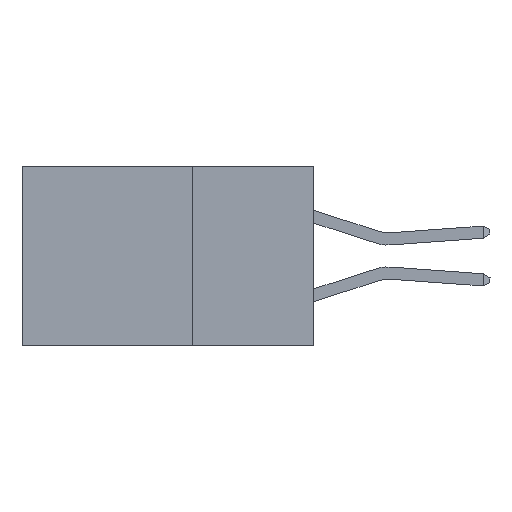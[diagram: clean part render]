
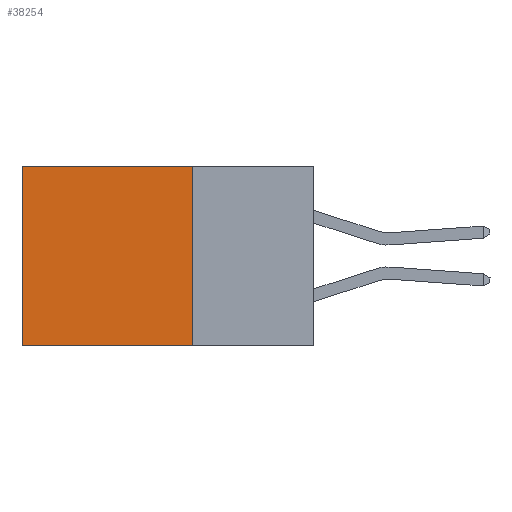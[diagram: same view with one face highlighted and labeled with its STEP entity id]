
A CAD part, left-side view. The second image highlights one B-rep face of the part: STEP entity #38254.
In plain terms, the highlighted planar face has unit normal (-1, 0, 0).
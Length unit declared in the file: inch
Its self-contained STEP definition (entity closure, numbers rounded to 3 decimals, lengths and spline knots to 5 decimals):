
#409 = CARTESIAN_POINT ( 'NONE',  ( 0.2875, 0.6, 0. ) ) ;
#861 = VECTOR ( 'NONE', #23634, 39.37008 ) ;
#1698 = DIRECTION ( 'NONE',  ( 1., 0., 0. ) ) ;
#2644 = CARTESIAN_POINT ( 'NONE',  ( 0.2875, 0.25, -0.37 ) ) ;
#5186 = EDGE_LOOP ( 'NONE', ( #14720, #24745, #25216, #6863 ) ) ;
#6794 = EDGE_CURVE ( 'NONE', #13503, #17495, #23893, .T. ) ;
#6863 = ORIENTED_EDGE ( 'NONE', *, *, #18163, .T. ) ;
#8234 = CARTESIAN_POINT ( 'NONE',  ( 0.2875, 0.25, 0. ) ) ;
#8246 = CARTESIAN_POINT ( 'NONE',  ( 0.2875, 0.25, 0. ) ) ;
#8976 = VECTOR ( 'NONE', #29215, 39.37008 ) ;
#10325 = VERTEX_POINT ( 'NONE', #409 ) ;
#10641 = LINE ( 'NONE', #20856, #36888 ) ;
#10902 = VECTOR ( 'NONE', #26360, 39.37008 ) ;
#13503 = VERTEX_POINT ( 'NONE', #34803 ) ;
#14720 = ORIENTED_EDGE ( 'NONE', *, *, #35806, .T. ) ;
#17495 = VERTEX_POINT ( 'NONE', #31518 ) ;
#18163 = EDGE_CURVE ( 'NONE', #19837, #10325, #32903, .T. ) ;
#19837 = VERTEX_POINT ( 'NONE', #30409 ) ;
#19863 = FACE_OUTER_BOUND ( 'NONE', #5186, .T. ) ;
#20352 = LINE ( 'NONE', #32844, #10902 ) ;
#20856 = CARTESIAN_POINT ( 'NONE',  ( 0.2875, 0.6, 0. ) ) ;
#22967 = DIRECTION ( 'NONE',  ( 0., 0., -1. ) ) ;
#23634 = DIRECTION ( 'NONE',  ( 0., 1., 0. ) ) ;
#23893 = LINE ( 'NONE', #2644, #861 ) ;
#24745 = ORIENTED_EDGE ( 'NONE', *, *, #6794, .F. ) ;
#25216 = ORIENTED_EDGE ( 'NONE', *, *, #29723, .F. ) ;
#26360 = DIRECTION ( 'NONE',  ( 0., 0., -1. ) ) ;
#29215 = DIRECTION ( 'NONE',  ( 0., 1., 0. ) ) ;
#29723 = EDGE_CURVE ( 'NONE', #19837, #13503, #20352, .T. ) ;
#30409 = CARTESIAN_POINT ( 'NONE',  ( 0.2875, 0.25, 0. ) ) ;
#31513 = AXIS2_PLACEMENT_3D ( 'NONE', #8246, #1698, #22967 ) ;
#31518 = CARTESIAN_POINT ( 'NONE',  ( 0.2875, 0.6, -0.37 ) ) ;
#32844 = CARTESIAN_POINT ( 'NONE',  ( 0.2875, 0.25, 0. ) ) ;
#32903 = LINE ( 'NONE', #8234, #8976 ) ;
#34803 = CARTESIAN_POINT ( 'NONE',  ( 0.2875, 0.25, -0.37 ) ) ;
#35806 = EDGE_CURVE ( 'NONE', #10325, #17495, #10641, .T. ) ;
#36888 = VECTOR ( 'NONE', #38715, 39.37008 ) ;
#37844 = PLANE ( 'NONE',  #31513 ) ;
#38254 = ADVANCED_FACE ( 'NONE', ( #19863 ), #37844, .F. ) ;
#38715 = DIRECTION ( 'NONE',  ( 0., 0., -1. ) ) ;
